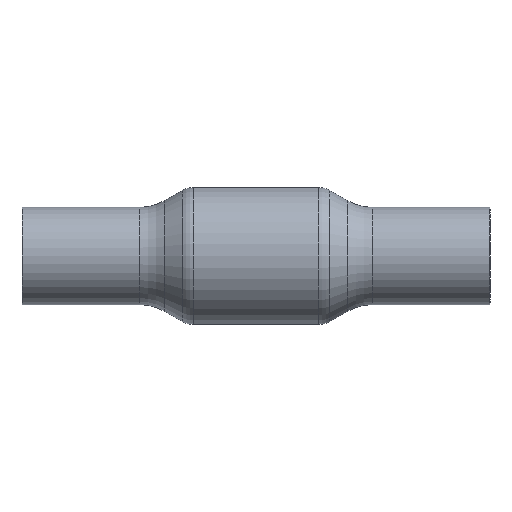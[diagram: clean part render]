
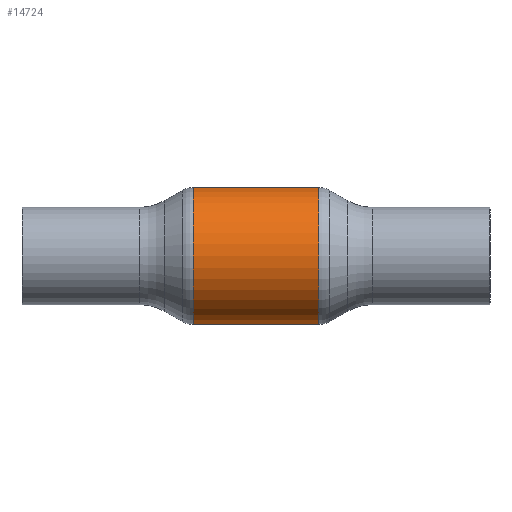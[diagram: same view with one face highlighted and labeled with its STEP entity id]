
A CAD part, front view. The second image highlights one B-rep face of the part: STEP entity #14724.
In plain terms, the highlighted cylindrical face has radius 42.5 mm (diameter 85 mm), a partial arc.
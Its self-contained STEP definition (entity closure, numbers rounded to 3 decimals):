
#1518 = DIRECTION ( 'NONE',  ( -1., 0., 0. ) ) ;
#4198 = VECTOR ( 'NONE', #53205, 1000. ) ;
#5655 = EDGE_CURVE ( 'NONE', #32532, #23329, #14604, .T. ) ;
#5751 = EDGE_LOOP ( 'NONE', ( #55886, #40194, #54643, #48444 ) ) ;
#7644 = AXIS2_PLACEMENT_3D ( 'NONE', #38049, #11764, #20058 ) ;
#7744 = CARTESIAN_POINT ( 'NONE',  ( -62.69, 0., 42.5 ) ) ;
#8726 = EDGE_CURVE ( 'NONE', #32532, #47479, #11741, .T. ) ;
#9256 = CARTESIAN_POINT ( 'NONE',  ( -38.749, 0., 42.5 ) ) ;
#11741 = CIRCLE ( 'NONE', #31096, 42.5 ) ;
#11764 = DIRECTION ( 'NONE',  ( -1., 0., 0. ) ) ;
#12606 = FACE_OUTER_BOUND ( 'NONE', #5751, .T. ) ;
#14604 = LINE ( 'NONE', #57081, #4198 ) ;
#14724 = ADVANCED_FACE ( 'NONE', ( #12606 ), #17357, .T. ) ;
#16822 = LINE ( 'NONE', #7744, #48351 ) ;
#17357 = CYLINDRICAL_SURFACE ( 'NONE', #48515, 42.5 ) ;
#18729 = DIRECTION ( 'NONE',  ( 0., 0., 1. ) ) ;
#20058 = DIRECTION ( 'NONE',  ( 0., 0., 1. ) ) ;
#20829 = VERTEX_POINT ( 'NONE', #9256 ) ;
#22147 = CARTESIAN_POINT ( 'NONE',  ( -62.69, 0., 0. ) ) ;
#23329 = VERTEX_POINT ( 'NONE', #23492 ) ;
#23492 = CARTESIAN_POINT ( 'NONE',  ( -38.749, 0., -42.5 ) ) ;
#27735 = EDGE_CURVE ( 'NONE', #47479, #20829, #16822, .T. ) ;
#31096 = AXIS2_PLACEMENT_3D ( 'NONE', #49245, #1518, #40980 ) ;
#32532 = VERTEX_POINT ( 'NONE', #55166 ) ;
#38049 = CARTESIAN_POINT ( 'NONE',  ( -38.749, 0., 0. ) ) ;
#38499 = DIRECTION ( 'NONE',  ( -1., 0., 0. ) ) ;
#39694 = EDGE_CURVE ( 'NONE', #23329, #20829, #49350, .T. ) ;
#40194 = ORIENTED_EDGE ( 'NONE', *, *, #8726, .T. ) ;
#40980 = DIRECTION ( 'NONE',  ( 0., 0., 1. ) ) ;
#46491 = CARTESIAN_POINT ( 'NONE',  ( 38.749, 0., 42.5 ) ) ;
#47479 = VERTEX_POINT ( 'NONE', #46491 ) ;
#48351 = VECTOR ( 'NONE', #38499, 1000. ) ;
#48444 = ORIENTED_EDGE ( 'NONE', *, *, #39694, .F. ) ;
#48515 = AXIS2_PLACEMENT_3D ( 'NONE', #22147, #53444, #18729 ) ;
#49245 = CARTESIAN_POINT ( 'NONE',  ( 38.749, 0., 0. ) ) ;
#49350 = CIRCLE ( 'NONE', #7644, 42.5 ) ;
#53205 = DIRECTION ( 'NONE',  ( -1., 0., 0. ) ) ;
#53444 = DIRECTION ( 'NONE',  ( -1., 0., 0. ) ) ;
#54643 = ORIENTED_EDGE ( 'NONE', *, *, #27735, .T. ) ;
#55166 = CARTESIAN_POINT ( 'NONE',  ( 38.749, 0., -42.5 ) ) ;
#55886 = ORIENTED_EDGE ( 'NONE', *, *, #5655, .F. ) ;
#57081 = CARTESIAN_POINT ( 'NONE',  ( -62.69, 0., -42.5 ) ) ;
